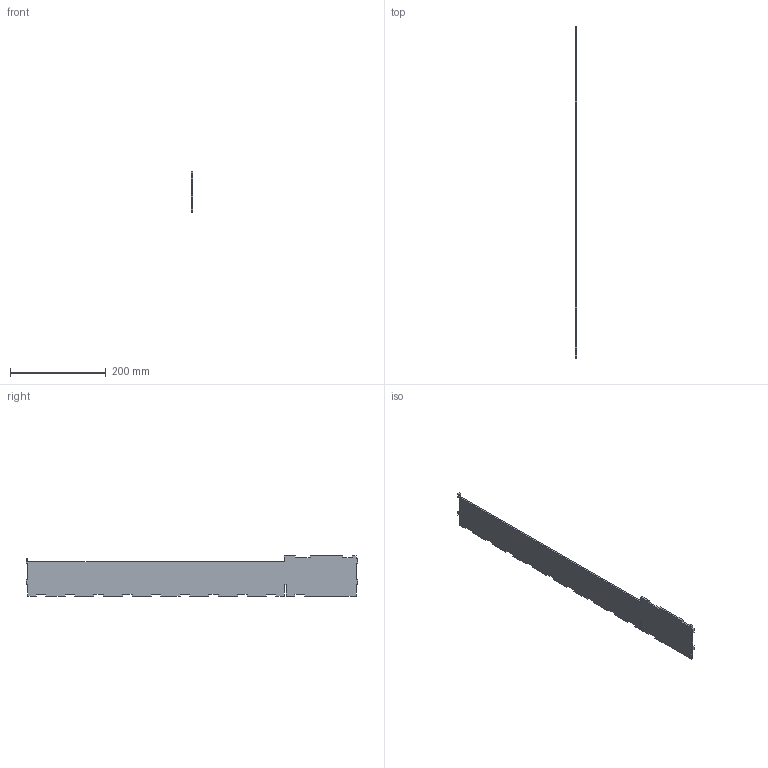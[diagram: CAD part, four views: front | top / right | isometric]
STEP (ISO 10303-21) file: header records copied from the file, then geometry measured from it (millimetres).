
FILE_DESCRIPTION(/* description */ (''),/* implementation_level */ '2;1');
FILE_NAME(/* name */ '',/* time_stamp */ '2024-01-27T10:46:05+03:00',/* author */ (''),/* organization */ (''),/* preprocessor_version */ 'ST-DEVELOPER v20',/* originating_system */ 'Autodesk Translation Framework v12.14.0.127',/* authorisation */ '');
FILE_SCHEMA (('AUTOMOTIVE_DESIGN { 1 0 10303 214 3 1 1 }'));
Length unit declared in the file: millimetre
Products named in the file (1): Стенка торцевая
Bounding box: 4 x 693 x 84 mm (x, y, z)
Volume: 199636.5 mm3; surface area: 106734.2 mm2
Topology: 1 solids, 1 shells, 76 faces, 222 edges, 148 vertices
Faces by surface type: plane 76
Entity records: 2506 total; most frequent: CARTESIAN_POINT 447, ORIENTED_EDGE 444, DIRECTION 376, LINE 222, VECTOR 222, EDGE_CURVE 222, VERTEX_POINT 148, AXIS2_PLACEMENT_3D 77
